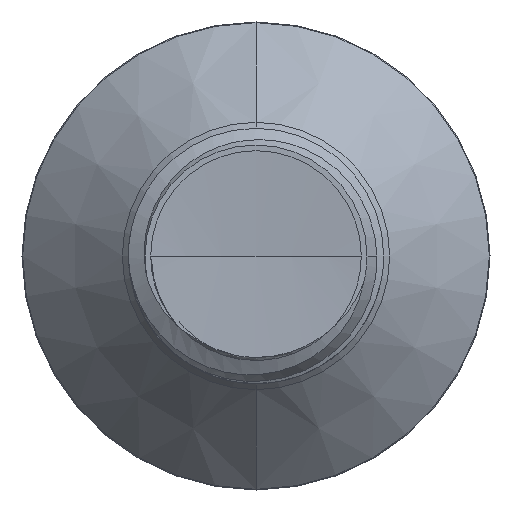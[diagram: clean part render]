
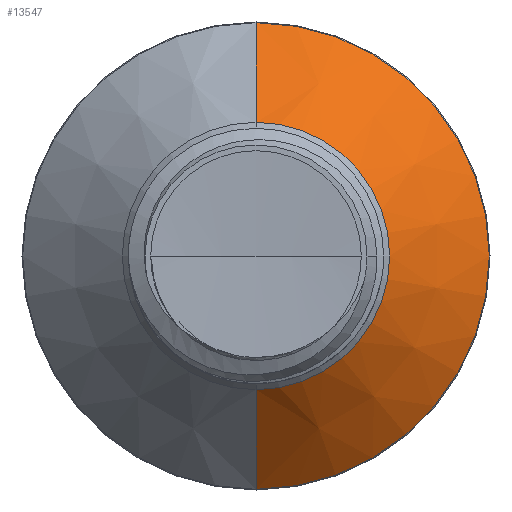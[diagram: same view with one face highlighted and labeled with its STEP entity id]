
A CAD part, front view. The second image highlights one B-rep face of the part: STEP entity #13547.
In plain terms, the highlighted conical face has half-angle 45 degrees and reference radius 3.141 mm.
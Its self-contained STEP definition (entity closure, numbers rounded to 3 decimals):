
#1082 = ORIENTED_EDGE ( 'NONE', *, *, #16181, .F. ) ;
#2553 = CARTESIAN_POINT ( 'NONE',  ( 0., 16.31, -5.483 ) ) ;
#2850 = CARTESIAN_POINT ( 'NONE',  ( 0., 16.31, 5.483 ) ) ;
#3814 = ORIENTED_EDGE ( 'NONE', *, *, #29363, .T. ) ;
#4246 = VECTOR ( 'NONE', #22074, 1000. ) ;
#7186 = CARTESIAN_POINT ( 'NONE',  ( 0., 16.31, 0. ) ) ;
#7629 = DIRECTION ( 'NONE',  ( 0., 0., 1. ) ) ;
#8827 = CONICAL_SURFACE ( 'NONE', #18883, 3.141, 0.785 ) ;
#9000 = ORIENTED_EDGE ( 'NONE', *, *, #21262, .F. ) ;
#9552 = AXIS2_PLACEMENT_3D ( 'NONE', #7186, #24731, #9820 ) ;
#9587 = CARTESIAN_POINT ( 'NONE',  ( 0., 13.969, 3.141 ) ) ;
#9646 = CARTESIAN_POINT ( 'NONE',  ( 0., 13.969, -3.141 ) ) ;
#9820 = DIRECTION ( 'NONE',  ( 0., 0., 1. ) ) ;
#10273 = CARTESIAN_POINT ( 'NONE',  ( 0., 13.969, 0. ) ) ;
#12710 = DIRECTION ( 'NONE',  ( 0., 0.707, 0.707 ) ) ;
#12836 = CIRCLE ( 'NONE', #13156, 3.141 ) ;
#12880 = LINE ( 'NONE', #9646, #4246 ) ;
#13156 = AXIS2_PLACEMENT_3D ( 'NONE', #13372, #29609, #15982 ) ;
#13372 = CARTESIAN_POINT ( 'NONE',  ( 0., 13.969, 0. ) ) ;
#13547 = ADVANCED_FACE ( 'NONE', ( #16626 ), #8827, .T. ) ;
#14195 = VERTEX_POINT ( 'NONE', #16853 ) ;
#15530 = DIRECTION ( 'NONE',  ( 0., 1., 0. ) ) ;
#15982 = DIRECTION ( 'NONE',  ( 0., 0., 1. ) ) ;
#16181 = EDGE_CURVE ( 'NONE', #14195, #27056, #28111, .T. ) ;
#16626 = FACE_OUTER_BOUND ( 'NONE', #26129, .T. ) ;
#16853 = CARTESIAN_POINT ( 'NONE',  ( 0., 13.969, 3.141 ) ) ;
#18883 = AXIS2_PLACEMENT_3D ( 'NONE', #10273, #15530, #7629 ) ;
#21262 = EDGE_CURVE ( 'NONE', #27056, #23037, #21638, .T. ) ;
#21638 = CIRCLE ( 'NONE', #9552, 5.483 ) ;
#22074 = DIRECTION ( 'NONE',  ( 0., 0.707, -0.707 ) ) ;
#22422 = VECTOR ( 'NONE', #12710, 1000. ) ;
#23037 = VERTEX_POINT ( 'NONE', #2553 ) ;
#23577 = VERTEX_POINT ( 'NONE', #29352 ) ;
#24731 = DIRECTION ( 'NONE',  ( 0., 1., 0. ) ) ;
#25525 = ORIENTED_EDGE ( 'NONE', *, *, #26998, .T. ) ;
#26129 = EDGE_LOOP ( 'NONE', ( #25525, #3814, #9000, #1082 ) ) ;
#26998 = EDGE_CURVE ( 'NONE', #14195, #23577, #12836, .T. ) ;
#27056 = VERTEX_POINT ( 'NONE', #2850 ) ;
#28111 = LINE ( 'NONE', #9587, #22422 ) ;
#29352 = CARTESIAN_POINT ( 'NONE',  ( 0., 13.969, -3.141 ) ) ;
#29363 = EDGE_CURVE ( 'NONE', #23577, #23037, #12880, .T. ) ;
#29609 = DIRECTION ( 'NONE',  ( 0., 1., 0. ) ) ;
